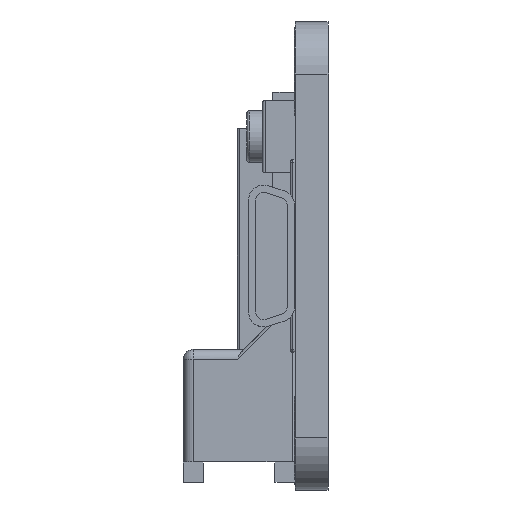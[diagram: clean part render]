
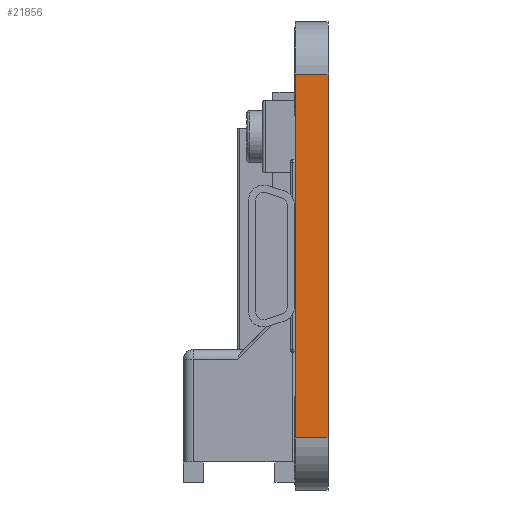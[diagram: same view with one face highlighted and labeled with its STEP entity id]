
A CAD part, left-side view. The second image highlights one B-rep face of the part: STEP entity #21856.
In plain terms, the highlighted planar face has unit normal (-1, 0, 0).
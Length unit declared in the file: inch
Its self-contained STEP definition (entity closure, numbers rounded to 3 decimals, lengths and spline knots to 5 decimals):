
#131 = DIRECTION ( 'NONE',  ( 0., 0., 1. ) ) ;
#778 = LINE ( 'NONE', #10675, #13336 ) ;
#2053 = LINE ( 'NONE', #21384, #22568 ) ;
#2375 = CARTESIAN_POINT ( 'NONE',  ( -1., 0.063, 0.35 ) ) ;
#3138 = EDGE_CURVE ( 'NONE', #6652, #28805, #778, .T. ) ;
#3355 = EDGE_LOOP ( 'NONE', ( #22559, #16560, #24796, #30709 ) ) ;
#3560 = VERTEX_POINT ( 'NONE', #16677 ) ;
#5467 = AXIS2_PLACEMENT_3D ( 'NONE', #11105, #25565, #20763 ) ;
#6652 = VERTEX_POINT ( 'NONE', #12506 ) ;
#9407 = LINE ( 'NONE', #29559, #23136 ) ;
#10165 = EDGE_CURVE ( 'NONE', #6652, #11489, #2053, .T. ) ;
#10675 = CARTESIAN_POINT ( 'NONE',  ( -1., 0.063, 0.45 ) ) ;
#11105 = CARTESIAN_POINT ( 'NONE',  ( -1., 0.063, 0.45 ) ) ;
#11489 = VERTEX_POINT ( 'NONE', #27927 ) ;
#12506 = CARTESIAN_POINT ( 'NONE',  ( -1., 0.063, -0.35 ) ) ;
#13336 = VECTOR ( 'NONE', #25233, 39.37008 ) ;
#14744 = EDGE_CURVE ( 'NONE', #3560, #28805, #30477, .T. ) ;
#15653 = FACE_OUTER_BOUND ( 'NONE', #3355, .T. ) ;
#16560 = ORIENTED_EDGE ( 'NONE', *, *, #14744, .T. ) ;
#16677 = CARTESIAN_POINT ( 'NONE',  ( -1., 0., 0.35 ) ) ;
#18515 = PLANE ( 'NONE',  #5467 ) ;
#18544 = EDGE_CURVE ( 'NONE', #11489, #3560, #9407, .T. ) ;
#19354 = DIRECTION ( 'NONE',  ( 0., 1., 0. ) ) ;
#19825 = CARTESIAN_POINT ( 'NONE',  ( -1., 0.063, 0.35 ) ) ;
#20763 = DIRECTION ( 'NONE',  ( 0., 0., -1. ) ) ;
#21384 = CARTESIAN_POINT ( 'NONE',  ( -1., 0.063, -0.35 ) ) ;
#21489 = DIRECTION ( 'NONE',  ( 0., -1., 0. ) ) ;
#21856 = ADVANCED_FACE ( 'NONE', ( #15653 ), #18515, .F. ) ;
#22559 = ORIENTED_EDGE ( 'NONE', *, *, #18544, .T. ) ;
#22568 = VECTOR ( 'NONE', #21489, 39.37008 ) ;
#23136 = VECTOR ( 'NONE', #131, 39.37008 ) ;
#24796 = ORIENTED_EDGE ( 'NONE', *, *, #3138, .F. ) ;
#25233 = DIRECTION ( 'NONE',  ( 0., 0., 1. ) ) ;
#25565 = DIRECTION ( 'NONE',  ( 1., 0., 0. ) ) ;
#27927 = CARTESIAN_POINT ( 'NONE',  ( -1., 0., -0.35 ) ) ;
#28210 = VECTOR ( 'NONE', #19354, 39.37008 ) ;
#28805 = VERTEX_POINT ( 'NONE', #19825 ) ;
#29559 = CARTESIAN_POINT ( 'NONE',  ( -1., 0., 0.45 ) ) ;
#30477 = LINE ( 'NONE', #2375, #28210 ) ;
#30709 = ORIENTED_EDGE ( 'NONE', *, *, #10165, .T. ) ;
